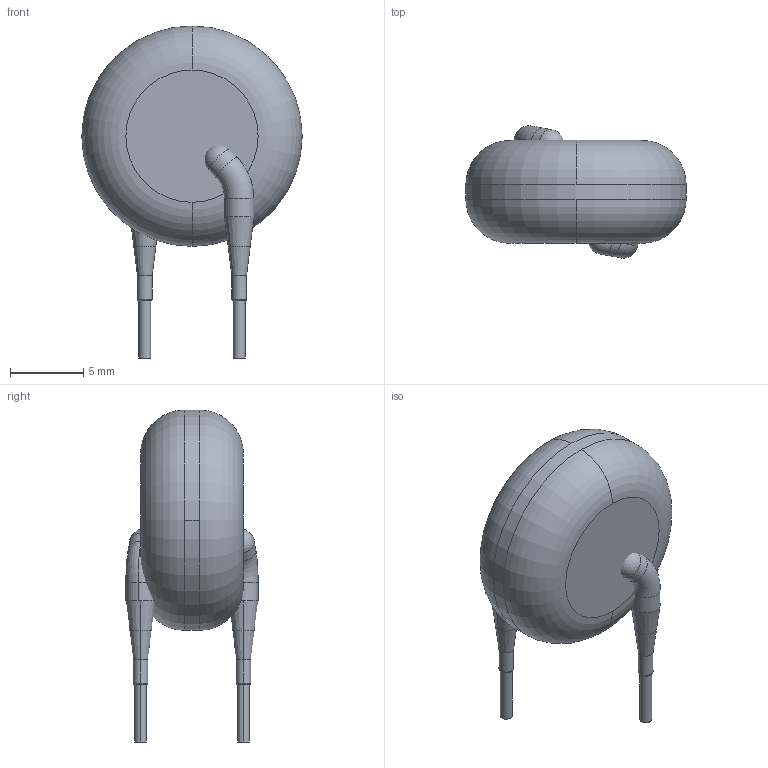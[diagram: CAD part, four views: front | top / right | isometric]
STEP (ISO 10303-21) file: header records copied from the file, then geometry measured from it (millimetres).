
FILE_DESCRIPTION((''),'2;1');
FILE_NAME('CAPRB_MURATA_DHRE4AD222Z4QB.stp','2014-05-08T14:48:41',(''),(''),'Mechanical Desktop 2011','Mechanical Desktop 2011',', , ');
FILE_SCHEMA(('AUTOMOTIVE_DESIGN { 1 2 10303 214 1 1 1 1 }'));
Length unit declared in the file: millimetre
Products named in the file (1): Product
Bounding box: 15 x 9 x 22.6 mm (x, y, z)
Volume: 1124.1 mm3; surface area: 712.6 mm2
Topology: 9 solids, 9 shells, 58 faces, 108 edges, 64 vertices
Faces by surface type: cylinder 18, plane 16, torus 12, cone 8, sphere 4
Entity records: 1482 total; most frequent: DIRECTION 300, CARTESIAN_POINT 227, ORIENTED_EDGE 208, AXIS2_PLACEMENT_3D 137, EDGE_CURVE 104, CIRCLE 78, VERTEX_POINT 64, EDGE_LOOP 58
